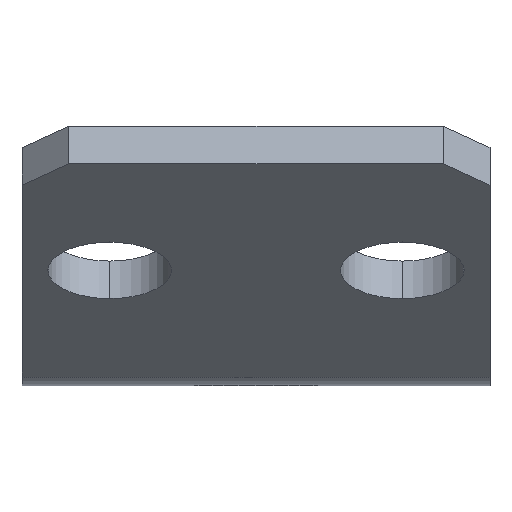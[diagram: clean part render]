
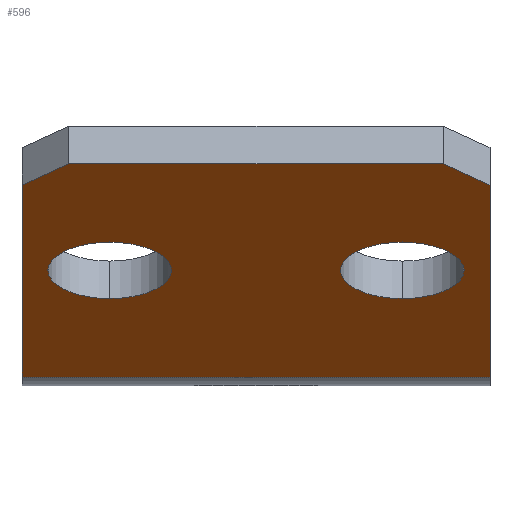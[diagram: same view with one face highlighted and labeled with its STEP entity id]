
A CAD part, top view. The second image highlights one B-rep face of the part: STEP entity #596.
In plain terms, the highlighted planar face has unit normal (0, -0.891, 0.454).
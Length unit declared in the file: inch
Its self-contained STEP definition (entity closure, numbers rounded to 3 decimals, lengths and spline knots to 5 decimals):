
#3 = CIRCLE ( 'NONE', #639, 0.132 ) ;
#15 = DIRECTION ( 'NONE',  ( 0., 0.891, -0.454 ) ) ;
#16 = CIRCLE ( 'NONE', #524, 0.132 ) ;
#22 = CARTESIAN_POINT ( 'NONE',  ( 0.5, 0.01662, 0.03262 ) ) ;
#32 = ORIENTED_EDGE ( 'NONE', *, *, #312, .T. ) ;
#38 = EDGE_LOOP ( 'NONE', ( #32, #550, #316, #139, #42, #560 ) ) ;
#40 = DIRECTION ( 'NONE',  ( 0., -0.891, 0.454 ) ) ;
#42 = ORIENTED_EDGE ( 'NONE', *, *, #667, .T. ) ;
#44 = CARTESIAN_POINT ( 'NONE',  ( -0.3125, 0.24362, 0.47812 ) ) ;
#48 = VERTEX_POINT ( 'NONE', #473 ) ;
#52 = CARTESIAN_POINT ( 'NONE',  ( 0.4, 0.47061, 0.92363 ) ) ;
#54 = VECTOR ( 'NONE', #293, 39.37008 ) ;
#63 = CARTESIAN_POINT ( 'NONE',  ( -0.3125, 0.30354, 0.59574 ) ) ;
#65 = ORIENTED_EDGE ( 'NONE', *, *, #681, .T. ) ;
#83 = VERTEX_POINT ( 'NONE', #63 ) ;
#94 = DIRECTION ( 'NONE',  ( 0., 0.454, 0.891 ) ) ;
#109 = CARTESIAN_POINT ( 'NONE',  ( -0.4, 0.47061, 0.92363 ) ) ;
#116 = CARTESIAN_POINT ( 'NONE',  ( 0.5, 0.01662, 0.03262 ) ) ;
#121 = DIRECTION ( 'NONE',  ( 0.707, 0.321, 0.63 ) ) ;
#134 = CIRCLE ( 'NONE', #445, 0.132 ) ;
#136 = CARTESIAN_POINT ( 'NONE',  ( -0.3125, 0.18369, 0.36051 ) ) ;
#139 = ORIENTED_EDGE ( 'NONE', *, *, #440, .F. ) ;
#173 = DIRECTION ( 'NONE',  ( 0., 0.454, 0.891 ) ) ;
#201 = CARTESIAN_POINT ( 'NONE',  ( 0.3125, 0.24362, 0.47812 ) ) ;
#202 = VERTEX_POINT ( 'NONE', #52 ) ;
#218 = CARTESIAN_POINT ( 'NONE',  ( -0.5, 0.42521, 0.83453 ) ) ;
#268 = DIRECTION ( 'NONE',  ( 0., -0.454, -0.891 ) ) ;
#276 = CARTESIAN_POINT ( 'NONE',  ( -0.5, 0.01662, 0.03262 ) ) ;
#285 = VECTOR ( 'NONE', #413, 39.37008 ) ;
#291 = LINE ( 'NONE', #498, #573 ) ;
#293 = DIRECTION ( 'NONE',  ( 0.707, -0.321, -0.63 ) ) ;
#302 = CARTESIAN_POINT ( 'NONE',  ( 0.5, 0.01662, 0.03262 ) ) ;
#312 = EDGE_CURVE ( 'NONE', #202, #523, #291, .T. ) ;
#316 = ORIENTED_EDGE ( 'NONE', *, *, #617, .F. ) ;
#339 = DIRECTION ( 'NONE',  ( 0., 0.454, 0.891 ) ) ;
#356 = EDGE_LOOP ( 'NONE', ( #65, #737 ) ) ;
#368 = VERTEX_POINT ( 'NONE', #397 ) ;
#385 = EDGE_CURVE ( 'NONE', #463, #368, #403, .T. ) ;
#397 = CARTESIAN_POINT ( 'NONE',  ( 0.3125, 0.18369, 0.36051 ) ) ;
#398 = AXIS2_PLACEMENT_3D ( 'NONE', #22, #40, #268 ) ;
#403 = CIRCLE ( 'NONE', #570, 0.132 ) ;
#404 = VERTEX_POINT ( 'NONE', #218 ) ;
#413 = DIRECTION ( 'NONE',  ( -1., 0., 0. ) ) ;
#414 = CARTESIAN_POINT ( 'NONE',  ( 0.5, 0.42521, 0.83453 ) ) ;
#424 = DIRECTION ( 'NONE',  ( 0., 0.891, -0.454 ) ) ;
#428 = DIRECTION ( 'NONE',  ( 0., 0.454, 0.891 ) ) ;
#440 = EDGE_CURVE ( 'NONE', #581, #542, #644, .T. ) ;
#445 = AXIS2_PLACEMENT_3D ( 'NONE', #201, #525, #339 ) ;
#463 = VERTEX_POINT ( 'NONE', #634 ) ;
#473 = CARTESIAN_POINT ( 'NONE',  ( 0.5, 0.42521, 0.83453 ) ) ;
#475 = VECTOR ( 'NONE', #173, 39.37008 ) ;
#498 = CARTESIAN_POINT ( 'NONE',  ( 0.5, 0.47061, 0.92363 ) ) ;
#509 = DIRECTION ( 'NONE',  ( 0., 0.454, 0.891 ) ) ;
#523 = VERTEX_POINT ( 'NONE', #625 ) ;
#524 = AXIS2_PLACEMENT_3D ( 'NONE', #711, #424, #428 ) ;
#525 = DIRECTION ( 'NONE',  ( 0., 0.891, -0.454 ) ) ;
#534 = DIRECTION ( 'NONE',  ( -1., 0., 0. ) ) ;
#535 = VERTEX_POINT ( 'NONE', #136 ) ;
#542 = VERTEX_POINT ( 'NONE', #636 ) ;
#550 = ORIENTED_EDGE ( 'NONE', *, *, #594, .F. ) ;
#560 = ORIENTED_EDGE ( 'NONE', *, *, #635, .F. ) ;
#567 = EDGE_LOOP ( 'NONE', ( #624, #578 ) ) ;
#570 = AXIS2_PLACEMENT_3D ( 'NONE', #717, #611, #509 ) ;
#573 = VECTOR ( 'NONE', #534, 39.37008 ) ;
#578 = ORIENTED_EDGE ( 'NONE', *, *, #385, .T. ) ;
#581 = VERTEX_POINT ( 'NONE', #302 ) ;
#592 = PLANE ( 'NONE',  #398 ) ;
#594 = EDGE_CURVE ( 'NONE', #404, #523, #642, .T. ) ;
#596 = ADVANCED_FACE ( 'NONE', ( #700, #686, #675 ), #592, .T. ) ;
#606 = LINE ( 'NONE', #414, #54 ) ;
#611 = DIRECTION ( 'NONE',  ( 0., 0.891, -0.454 ) ) ;
#617 = EDGE_CURVE ( 'NONE', #542, #404, #720, .T. ) ;
#624 = ORIENTED_EDGE ( 'NONE', *, *, #666, .T. ) ;
#625 = CARTESIAN_POINT ( 'NONE',  ( -0.4, 0.47061, 0.92363 ) ) ;
#629 = CARTESIAN_POINT ( 'NONE',  ( 0.5, 0.01662, 0.03262 ) ) ;
#634 = CARTESIAN_POINT ( 'NONE',  ( 0.3125, 0.30354, 0.59574 ) ) ;
#635 = EDGE_CURVE ( 'NONE', #202, #48, #606, .T. ) ;
#636 = CARTESIAN_POINT ( 'NONE',  ( -0.5, 0.01662, 0.03262 ) ) ;
#639 = AXIS2_PLACEMENT_3D ( 'NONE', #44, #15, #94 ) ;
#641 = DIRECTION ( 'NONE',  ( 0., 0.454, 0.891 ) ) ;
#642 = LINE ( 'NONE', #109, #677 ) ;
#644 = LINE ( 'NONE', #629, #285 ) ;
#661 = EDGE_CURVE ( 'NONE', #83, #535, #16, .T. ) ;
#666 = EDGE_CURVE ( 'NONE', #368, #463, #134, .T. ) ;
#667 = EDGE_CURVE ( 'NONE', #581, #48, #733, .T. ) ;
#675 = FACE_OUTER_BOUND ( 'NONE', #38, .T. ) ;
#677 = VECTOR ( 'NONE', #121, 39.37008 ) ;
#681 = EDGE_CURVE ( 'NONE', #535, #83, #3, .T. ) ;
#686 = FACE_BOUND ( 'NONE', #567, .T. ) ;
#700 = FACE_BOUND ( 'NONE', #356, .T. ) ;
#711 = CARTESIAN_POINT ( 'NONE',  ( -0.3125, 0.24362, 0.47812 ) ) ;
#717 = CARTESIAN_POINT ( 'NONE',  ( 0.3125, 0.24362, 0.47812 ) ) ;
#720 = LINE ( 'NONE', #276, #475 ) ;
#733 = LINE ( 'NONE', #116, #742 ) ;
#737 = ORIENTED_EDGE ( 'NONE', *, *, #661, .T. ) ;
#742 = VECTOR ( 'NONE', #641, 39.37008 ) ;
